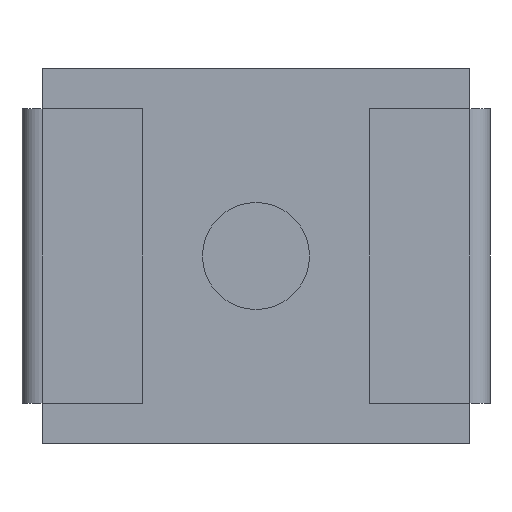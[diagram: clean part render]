
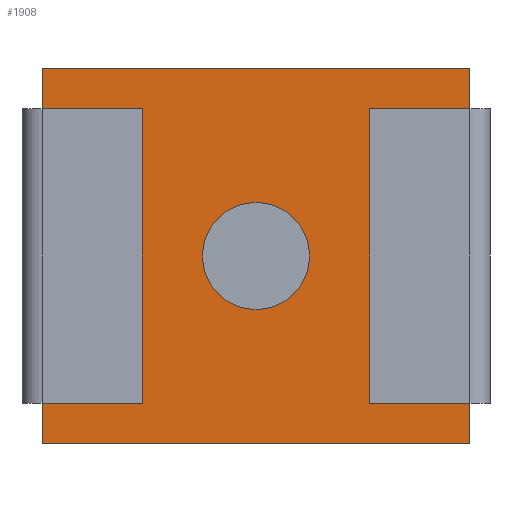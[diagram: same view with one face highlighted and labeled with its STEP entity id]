
A CAD part, front view. The second image highlights one B-rep face of the part: STEP entity #1908.
In plain terms, the highlighted planar face has unit normal (0, -1, 0).
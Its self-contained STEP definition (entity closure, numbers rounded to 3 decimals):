
#25 = DIRECTION ( 'NONE',  ( 0., -1., 0. ) ) ;
#40 = CARTESIAN_POINT ( 'NONE',  ( 0., -0.87, 0. ) ) ;
#93 = DIRECTION ( 'NONE',  ( 0., 0., -1. ) ) ;
#169 = CARTESIAN_POINT ( 'NONE',  ( -1.6, -0.87, 1.4 ) ) ;
#203 = PLANE ( 'NONE',  #1070 ) ;
#270 = EDGE_CURVE ( 'NONE', #1880, #1525, #1221, .T. ) ;
#335 = AXIS2_PLACEMENT_3D ( 'NONE', #40, #1669, #1942 ) ;
#345 = CARTESIAN_POINT ( 'NONE',  ( 1.6, -0.87, 1.4 ) ) ;
#354 = LINE ( 'NONE', #398, #1220 ) ;
#398 = CARTESIAN_POINT ( 'NONE',  ( 1.6, -0.87, 1.4 ) ) ;
#408 = DIRECTION ( 'NONE',  ( 1., 0., 0. ) ) ;
#510 = CARTESIAN_POINT ( 'NONE',  ( 1.6, -0.87, -1.4 ) ) ;
#591 = VECTOR ( 'NONE', #408, 1000. ) ;
#605 = DIRECTION ( 'NONE',  ( 0., 0., -1. ) ) ;
#616 = LINE ( 'NONE', #1130, #591 ) ;
#625 = FACE_OUTER_BOUND ( 'NONE', #1374, .T. ) ;
#677 = CARTESIAN_POINT ( 'NONE',  ( 0., -0.87, -0.4 ) ) ;
#680 = VECTOR ( 'NONE', #605, 1000. ) ;
#681 = LINE ( 'NONE', #169, #680 ) ;
#691 = DIRECTION ( 'NONE',  ( 0., 0., -1. ) ) ;
#695 = DIRECTION ( 'NONE',  ( 0., -1., 0. ) ) ;
#706 = CIRCLE ( 'NONE', #1486, 0.4 ) ;
#887 = CARTESIAN_POINT ( 'NONE',  ( -1.6, -0.87, 1.4 ) ) ;
#950 = EDGE_CURVE ( 'NONE', #1926, #1429, #681, .T. ) ;
#957 = CARTESIAN_POINT ( 'NONE',  ( 1.6, -0.87, -1.4 ) ) ;
#1005 = CARTESIAN_POINT ( 'NONE',  ( 0., -0.87, 0.4 ) ) ;
#1047 = EDGE_CURVE ( 'NONE', #1429, #1880, #616, .T. ) ;
#1070 = AXIS2_PLACEMENT_3D ( 'NONE', #1818, #25, #93 ) ;
#1101 = CIRCLE ( 'NONE', #335, 0.4 ) ;
#1130 = CARTESIAN_POINT ( 'NONE',  ( -1.6, -0.87, -1.4 ) ) ;
#1190 = CARTESIAN_POINT ( 'NONE',  ( -1.6, -0.87, -1.4 ) ) ;
#1219 = VECTOR ( 'NONE', #1806, 1000. ) ;
#1220 = VECTOR ( 'NONE', #1886, 1000. ) ;
#1221 = LINE ( 'NONE', #510, #1219 ) ;
#1367 = ORIENTED_EDGE ( 'NONE', *, *, #2028, .F. ) ;
#1368 = VERTEX_POINT ( 'NONE', #677 ) ;
#1374 = EDGE_LOOP ( 'NONE', ( #1642, #1540, #1613, #1859 ) ) ;
#1420 = FACE_BOUND ( 'NONE', #1426, .T. ) ;
#1426 = EDGE_LOOP ( 'NONE', ( #1367, #1948 ) ) ;
#1429 = VERTEX_POINT ( 'NONE', #1190 ) ;
#1486 = AXIS2_PLACEMENT_3D ( 'NONE', #1507, #695, #691 ) ;
#1507 = CARTESIAN_POINT ( 'NONE',  ( 0., -0.87, 0. ) ) ;
#1508 = VERTEX_POINT ( 'NONE', #1005 ) ;
#1525 = VERTEX_POINT ( 'NONE', #345 ) ;
#1540 = ORIENTED_EDGE ( 'NONE', *, *, #950, .T. ) ;
#1613 = ORIENTED_EDGE ( 'NONE', *, *, #1047, .T. ) ;
#1642 = ORIENTED_EDGE ( 'NONE', *, *, #1905, .T. ) ;
#1669 = DIRECTION ( 'NONE',  ( 0., -1., 0. ) ) ;
#1745 = EDGE_CURVE ( 'NONE', #1508, #1368, #1101, .T. ) ;
#1806 = DIRECTION ( 'NONE',  ( 0., 0., 1. ) ) ;
#1818 = CARTESIAN_POINT ( 'NONE',  ( 0., -0.87, 0. ) ) ;
#1859 = ORIENTED_EDGE ( 'NONE', *, *, #270, .T. ) ;
#1880 = VERTEX_POINT ( 'NONE', #957 ) ;
#1886 = DIRECTION ( 'NONE',  ( -1., 0., 0. ) ) ;
#1905 = EDGE_CURVE ( 'NONE', #1525, #1926, #354, .T. ) ;
#1908 = ADVANCED_FACE ( 'NONE', ( #1420, #625 ), #203, .T. ) ;
#1926 = VERTEX_POINT ( 'NONE', #887 ) ;
#1942 = DIRECTION ( 'NONE',  ( 0., 0., -1. ) ) ;
#1948 = ORIENTED_EDGE ( 'NONE', *, *, #1745, .F. ) ;
#2028 = EDGE_CURVE ( 'NONE', #1368, #1508, #706, .T. ) ;
